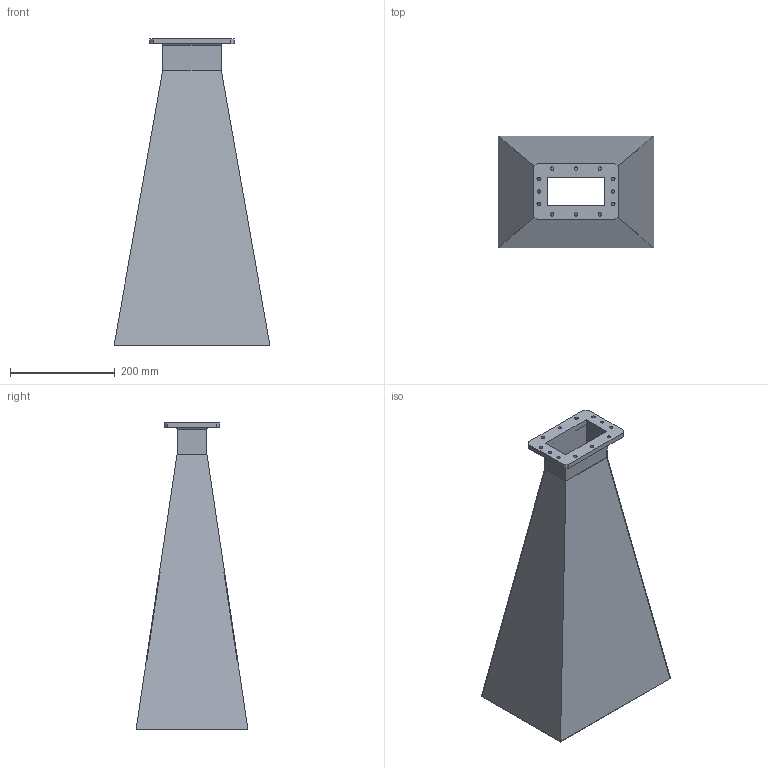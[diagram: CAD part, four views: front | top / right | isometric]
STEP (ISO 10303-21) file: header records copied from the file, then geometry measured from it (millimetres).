
FILE_DESCRIPTION (( 'STEP AP203' ), '1' );
FILE_NAME ('PE9864-15.step', '2019-11-25T23:54:59', ( '' ), ( '' ), 'SwSTEP 2.0', 'SolidWorks 2018', '' );
FILE_SCHEMA (( 'CONFIG_CONTROL_DESIGN' ));
Length unit declared in the file: inch
Products named in the file (1): PE9864-15
Bounding box: 297.18 x 213.36 x 584.2 mm (x, y, z)
Volume: 577950.9 mm3; surface area: 781715.1 mm2
Topology: 1 solids, 1 shells, 47 faces, 132 edges, 84 vertices
Faces by surface type: plane 27, cylinder 16, torus 4
Full cylindrical faces by diameter (mm): 6.35 x2, 6.782 x10
Entity records: 1453 total; most frequent: CARTESIAN_POINT 236, DIRECTION 232, ORIENTED_EDGE 208, EDGE_CURVE 104, EDGE_LOOP 86, AXIS2_PLACEMENT_3D 84, VERTEX_POINT 72, VECTOR 64
